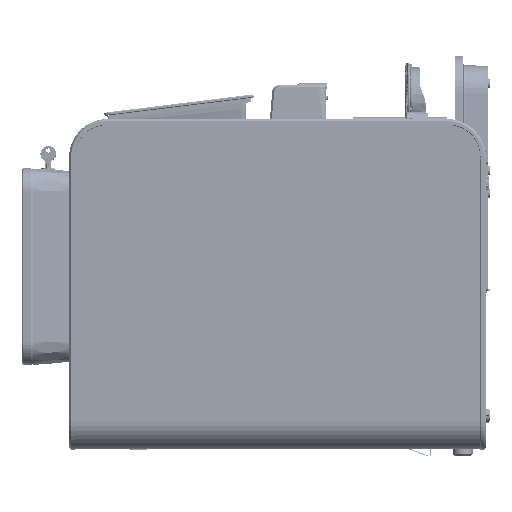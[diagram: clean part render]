
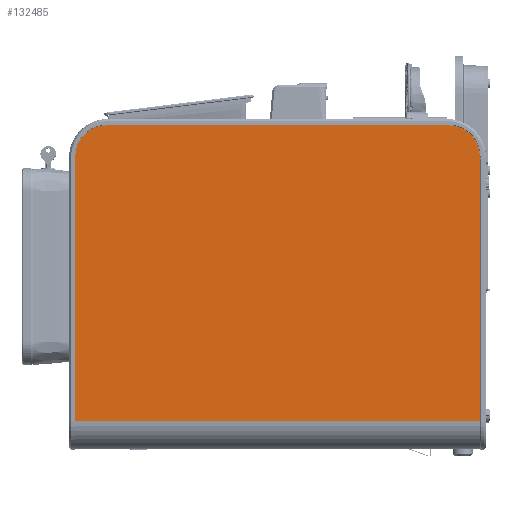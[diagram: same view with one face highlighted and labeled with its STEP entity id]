
A CAD part, left-side view. The second image highlights one B-rep face of the part: STEP entity #132485.
In plain terms, the highlighted planar face has unit normal (-1, 0, 0).
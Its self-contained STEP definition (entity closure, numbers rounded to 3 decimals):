
#18134=CIRCLE('',#141337,40.);
#18135=CIRCLE('',#141338,40.);
#25700=FACE_OUTER_BOUND('',#31848,.T.);
#31848=EDGE_LOOP('',(#109981,#109982,#109983,#109984,#109985,#109986));
#40189=LINE('',#239669,#50214);
#40190=LINE('',#239673,#50215);
#40191=LINE('',#239675,#50216);
#40192=LINE('',#239676,#50217);
#50214=VECTOR('',#163130,10.);
#50215=VECTOR('',#163133,10.);
#50216=VECTOR('',#163134,10.);
#50217=VECTOR('',#163135,10.);
#62315=VERTEX_POINT('',#239665);
#62316=VERTEX_POINT('',#239666);
#62317=VERTEX_POINT('',#239668);
#62318=VERTEX_POINT('',#239670);
#62319=VERTEX_POINT('',#239672);
#62320=VERTEX_POINT('',#239674);
#81390=EDGE_CURVE('',#62315,#62316,#18134,.T.);
#81391=EDGE_CURVE('',#62317,#62315,#40189,.T.);
#81392=EDGE_CURVE('',#62318,#62317,#18135,.T.);
#81393=EDGE_CURVE('',#62319,#62318,#40190,.T.);
#81394=EDGE_CURVE('',#62320,#62319,#40191,.T.);
#81395=EDGE_CURVE('',#62316,#62320,#40192,.T.);
#109981=ORIENTED_EDGE('',*,*,#81390,.F.);
#109982=ORIENTED_EDGE('',*,*,#81391,.F.);
#109983=ORIENTED_EDGE('',*,*,#81392,.F.);
#109984=ORIENTED_EDGE('',*,*,#81393,.F.);
#109985=ORIENTED_EDGE('',*,*,#81394,.F.);
#109986=ORIENTED_EDGE('',*,*,#81395,.F.);
#128331=PLANE('',#141336);
#132485=ADVANCED_FACE('',(#25700),#128331,.F.);
#141336=AXIS2_PLACEMENT_3D('',#239664,#163126,#163127);
#141337=AXIS2_PLACEMENT_3D('',#239667,#163128,#163129);
#141338=AXIS2_PLACEMENT_3D('',#239671,#163131,#163132);
#163126=DIRECTION('center_axis',(1.,0.,0.));
#163127=DIRECTION('ref_axis',(0.,1.,0.));
#163128=DIRECTION('center_axis',(1.,0.,0.));
#163129=DIRECTION('ref_axis',(0.,-0.707,0.707));
#163130=DIRECTION('',(0.,-1.,0.));
#163131=DIRECTION('center_axis',(1.,0.,0.));
#163132=DIRECTION('ref_axis',(0.,0.707,0.707));
#163133=DIRECTION('',(0.,0.,1.));
#163134=DIRECTION('',(0.,1.,0.));
#163135=DIRECTION('',(0.,0.,-1.));
#239664=CARTESIAN_POINT('Origin',(-189.5,260.6,-15.554));
#239665=CARTESIAN_POINT('',(-189.5,40.6,208.1));
#239666=CARTESIAN_POINT('',(-189.5,0.6,168.1));
#239667=CARTESIAN_POINT('Origin',(-189.5,40.6,168.1));
#239668=CARTESIAN_POINT('',(-189.5,480.6,208.1));
#239669=CARTESIAN_POINT('',(-189.5,0.6,208.1));
#239670=CARTESIAN_POINT('',(-189.5,520.6,168.1));
#239671=CARTESIAN_POINT('Origin',(-189.5,480.6,168.1));
#239672=CARTESIAN_POINT('',(-189.5,520.6,-172.5));
#239673=CARTESIAN_POINT('',(-189.5,520.6,208.1));
#239674=CARTESIAN_POINT('',(-189.5,0.6,-172.5));
#239675=CARTESIAN_POINT('',(-189.5,260.6,-172.5));
#239676=CARTESIAN_POINT('',(-189.5,0.6,-231.508));
